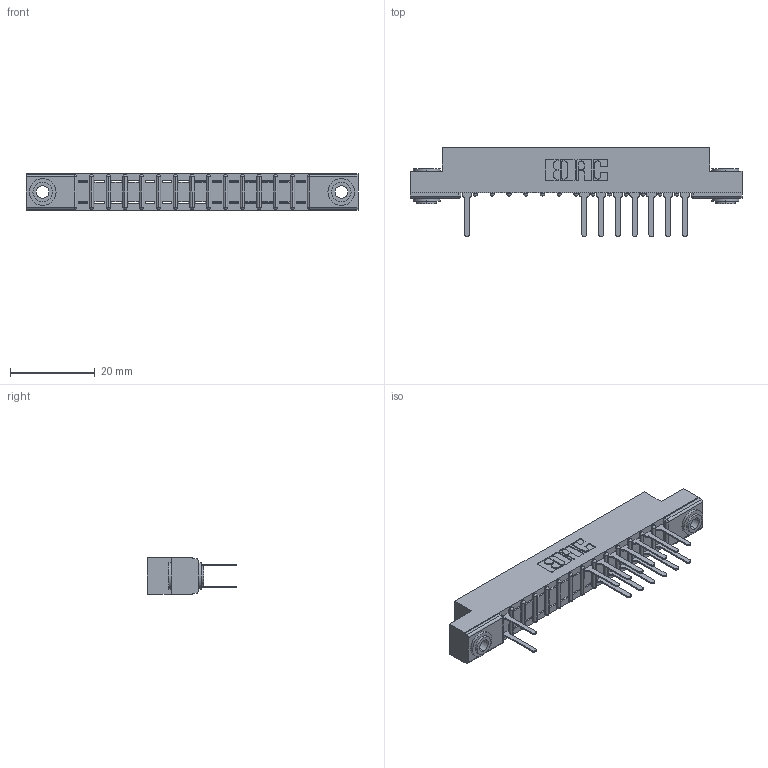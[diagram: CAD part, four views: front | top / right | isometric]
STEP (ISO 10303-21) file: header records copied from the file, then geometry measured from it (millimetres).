
FILE_DESCRIPTION (( 'STEP AP203' ), '1' );
FILE_NAME ('307-028-522-203.STEP', '2018-08-04T16:45:33', ( '' ), ( '' ), 'SwSTEP 2.0', 'SolidWorks 2016', '' );
FILE_SCHEMA (( 'CONFIG_CONTROL_DESIGN' ));
Length unit declared in the file: inch
Products named in the file (4): 307 Part_.156 Dia Mounting Holes; 307-290-001_522; 345-250-002_345-250-002-102; 307-028-522-203
Assembly tree (18 placements, depth 2):
  307-028-522-203
    307 Part_.156 Dia Mounting Holes
    307-290-001_522  x15
    345-250-002_345-250-002-102  x2
Bounding box: 78.49 x 21.11 x 8.71 mm (x, y, z)
Volume: 5000 mm3; surface area: 7836.5 mm2
Topology: 18 solids, 18 shells, 1005 faces, 2801 edges, 1802 vertices
Faces by surface type: plane 637, cylinder 330, sphere 30, cone 8
Entity records: 16519 total; most frequent: CARTESIAN_POINT 2746, ORIENTED_EDGE 2722, DIRECTION 2703, EDGE_CURVE 1361, VECTOR 1025, LINE 1025, VERTEX_POINT 882, AXIS2_PLACEMENT_3D 839
